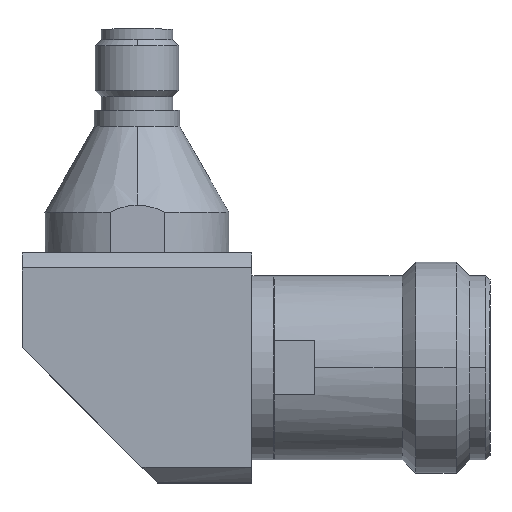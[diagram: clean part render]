
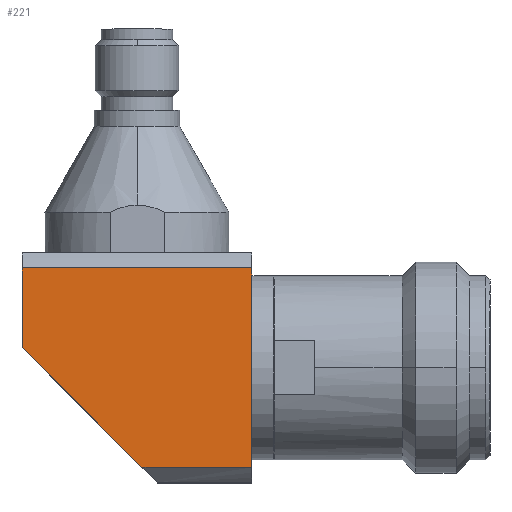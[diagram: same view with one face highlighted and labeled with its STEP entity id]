
A CAD part, top view. The second image highlights one B-rep face of the part: STEP entity #221.
In plain terms, the highlighted planar face has unit normal (0, 0, 1).
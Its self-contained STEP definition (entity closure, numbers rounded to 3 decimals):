
#15 = EDGE_CURVE ( 'NONE', #820, #3137, #2426, .T. ) ;
#31 = ORIENTED_EDGE ( 'NONE', *, *, #935, .T. ) ;
#44 = VERTEX_POINT ( 'NONE', #2922 ) ;
#62 = VECTOR ( 'NONE', #381, 1000. ) ;
#117 = ORIENTED_EDGE ( 'NONE', *, *, #253, .F. ) ;
#119 = CARTESIAN_POINT ( 'NONE',  ( -8.5, 8.5, 8.5 ) ) ;
#142 = DIRECTION ( 'NONE',  ( 0.707, -0.707, 0. ) ) ;
#169 = CARTESIAN_POINT ( 'NONE',  ( 8.5, -8.5, 8.5 ) ) ;
#178 = ORIENTED_EDGE ( 'NONE', *, *, #2995, .T. ) ;
#221 = ADVANCED_FACE ( 'NONE', ( #2097 ), #2898, .T. ) ;
#253 = EDGE_CURVE ( 'NONE', #44, #2394, #2686, .T. ) ;
#285 = CARTESIAN_POINT ( 'NONE',  ( -8.5, 1.5, 8.5 ) ) ;
#342 = EDGE_CURVE ( 'NONE', #3137, #44, #2484, .T. ) ;
#381 = DIRECTION ( 'NONE',  ( 0., 1., 0. ) ) ;
#544 = EDGE_LOOP ( 'NONE', ( #31, #178, #117, #2744, #2036 ) ) ;
#619 = CARTESIAN_POINT ( 'NONE',  ( 0., 0., 8.5 ) ) ;
#820 = VERTEX_POINT ( 'NONE', #285 ) ;
#935 = EDGE_CURVE ( 'NONE', #820, #1789, #2907, .T. ) ;
#979 = CARTESIAN_POINT ( 'NONE',  ( 0., -7.37, 8.5 ) ) ;
#1115 = CARTESIAN_POINT ( 'NONE',  ( 0.37, -7.37, 8.5 ) ) ;
#1133 = VECTOR ( 'NONE', #1942, 1000. ) ;
#1135 = DIRECTION ( 'NONE',  ( 1., 0., 0. ) ) ;
#1137 = CARTESIAN_POINT ( 'NONE',  ( -8.5, 7.37, 8.5 ) ) ;
#1468 = LINE ( 'NONE', #979, #1133 ) ;
#1766 = VECTOR ( 'NONE', #2738, 1000. ) ;
#1789 = VERTEX_POINT ( 'NONE', #1115 ) ;
#1908 = VECTOR ( 'NONE', #1135, 1000. ) ;
#1942 = DIRECTION ( 'NONE',  ( 1., 0., 0. ) ) ;
#2036 = ORIENTED_EDGE ( 'NONE', *, *, #15, .F. ) ;
#2038 = AXIS2_PLACEMENT_3D ( 'NONE', #619, #2645, #2400 ) ;
#2097 = FACE_OUTER_BOUND ( 'NONE', #544, .T. ) ;
#2259 = VECTOR ( 'NONE', #142, 1000. ) ;
#2394 = VERTEX_POINT ( 'NONE', #2610 ) ;
#2400 = DIRECTION ( 'NONE',  ( 1., 0., 0. ) ) ;
#2426 = LINE ( 'NONE', #119, #62 ) ;
#2440 = CARTESIAN_POINT ( 'NONE',  ( -8.5, 7.37, 8.5 ) ) ;
#2484 = LINE ( 'NONE', #2440, #1908 ) ;
#2610 = CARTESIAN_POINT ( 'NONE',  ( 8.5, -7.37, 8.5 ) ) ;
#2645 = DIRECTION ( 'NONE',  ( 0., 0., 1. ) ) ;
#2677 = CARTESIAN_POINT ( 'NONE',  ( -8.5, 1.5, 8.5 ) ) ;
#2686 = LINE ( 'NONE', #169, #1766 ) ;
#2738 = DIRECTION ( 'NONE',  ( 0., -1., 0. ) ) ;
#2744 = ORIENTED_EDGE ( 'NONE', *, *, #342, .F. ) ;
#2898 = PLANE ( 'NONE',  #2038 ) ;
#2907 = LINE ( 'NONE', #2677, #2259 ) ;
#2922 = CARTESIAN_POINT ( 'NONE',  ( 8.5, 7.37, 8.5 ) ) ;
#2995 = EDGE_CURVE ( 'NONE', #1789, #2394, #1468, .T. ) ;
#3137 = VERTEX_POINT ( 'NONE', #1137 ) ;
